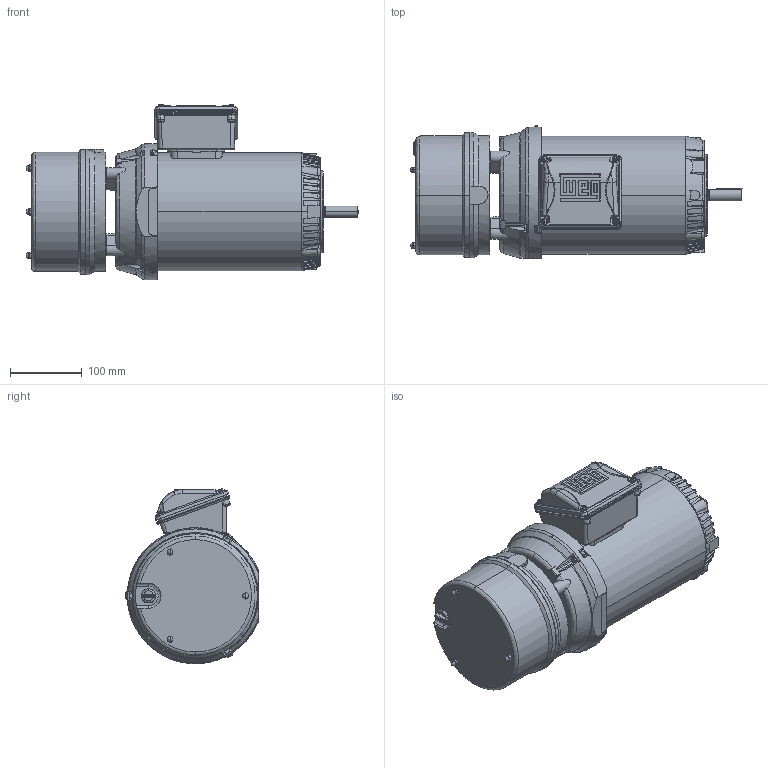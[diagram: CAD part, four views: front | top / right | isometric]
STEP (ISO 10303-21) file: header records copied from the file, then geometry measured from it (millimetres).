
FILE_DESCRIPTION (( 'STEP AP214' ), '1' );
FILE_NAME ('56C_3PH_TEFC_BM_18165_FL coord fxt.STEP', '2022-10-10T13:33:16', ( '' ), ( '' ), 'SwSTEP 2.0', 'SolidWorks 2021', '' );
FILE_SCHEMA (( 'AUTOMOTIVE_DESIGN' ));
Length unit declared in the file: inch
Products named in the file (1): 56C_3PH_TEFC_BM_18165_FL coord fxt
Bounding box: 461.5 x 185.91 x 243.79 mm (x, y, z)
Volume: 9038932.5 mm3; surface area: 498254.5 mm2
Topology: 15 solids, 31 shells, 1400 faces, 3632 edges, 2302 vertices
Faces by surface type: plane 530, cylinder 350, bspline 315, cone 205
Entity records: 54677 total; most frequent: CARTESIAN_POINT 24082, ORIENTED_EDGE 7202, DIRECTION 5230, EDGE_CURVE 3601, VERTEX_POINT 2302, AXIS2_PLACEMENT_3D 1928, EDGE_LOOP 1439, ADVANCED_FACE 1400
